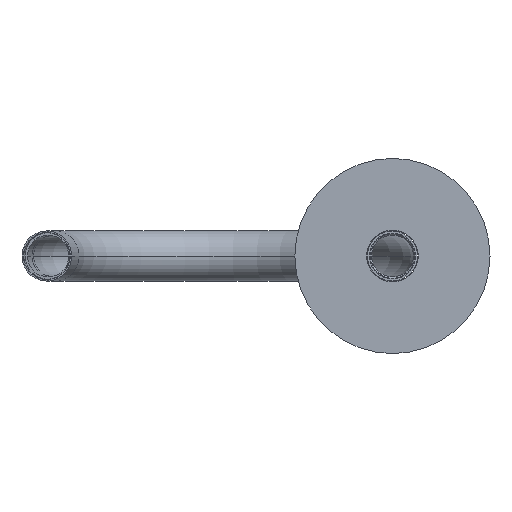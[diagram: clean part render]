
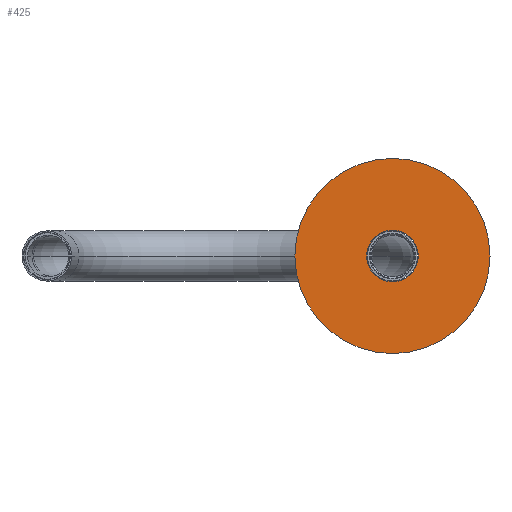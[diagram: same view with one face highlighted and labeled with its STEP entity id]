
A CAD part, front view. The second image highlights one B-rep face of the part: STEP entity #425.
In plain terms, the highlighted face is planar.
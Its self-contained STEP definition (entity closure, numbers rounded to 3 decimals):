
#48 = ORIENTED_EDGE ( 'NONE', *, *, #369, .T. ) ;
#92 = EDGE_CURVE ( 'NONE', #689, #376, #1435, .T. ) ;
#121 = ORIENTED_EDGE ( 'NONE', *, *, #92, .T. ) ;
#128 = CARTESIAN_POINT ( 'NONE',  ( 9.25, 0., 0. ) ) ;
#142 = CARTESIAN_POINT ( 'NONE',  ( 0., 0., 0. ) ) ;
#217 = CARTESIAN_POINT ( 'NONE',  ( -35., 0., 0. ) ) ;
#226 = EDGE_CURVE ( 'NONE', #1392, #505, #922, .T. ) ;
#247 = EDGE_LOOP ( 'NONE', ( #294, #978 ) ) ;
#294 = ORIENTED_EDGE ( 'NONE', *, *, #226, .T. ) ;
#341 = AXIS2_PLACEMENT_3D ( 'NONE', #512, #745, #1360 ) ;
#343 = CARTESIAN_POINT ( 'NONE',  ( 0., 0., 0. ) ) ;
#369 = EDGE_CURVE ( 'NONE', #376, #689, #472, .T. ) ;
#376 = VERTEX_POINT ( 'NONE', #1197 ) ;
#425 = ADVANCED_FACE ( 'NONE', ( #565, #686 ), #1458, .F. ) ;
#438 = CARTESIAN_POINT ( 'NONE',  ( 0., 0., 0. ) ) ;
#461 = DIRECTION ( 'NONE',  ( 0., 0., 1. ) ) ;
#472 = CIRCLE ( 'NONE', #1149, 35. ) ;
#505 = VERTEX_POINT ( 'NONE', #128 ) ;
#512 = CARTESIAN_POINT ( 'NONE',  ( 0., 0., 0. ) ) ;
#565 = FACE_BOUND ( 'NONE', #247, .T. ) ;
#593 = AXIS2_PLACEMENT_3D ( 'NONE', #438, #652, #1004 ) ;
#633 = DIRECTION ( 'NONE',  ( 0., 0., 1. ) ) ;
#652 = DIRECTION ( 'NONE',  ( 0., 0., -1. ) ) ;
#686 = FACE_OUTER_BOUND ( 'NONE', #1527, .T. ) ;
#687 = AXIS2_PLACEMENT_3D ( 'NONE', #142, #633, #1113 ) ;
#689 = VERTEX_POINT ( 'NONE', #217 ) ;
#745 = DIRECTION ( 'NONE',  ( 0., 0., 1. ) ) ;
#810 = CARTESIAN_POINT ( 'NONE',  ( 0., 0., 0. ) ) ;
#922 = CIRCLE ( 'NONE', #1021, 9.25 ) ;
#978 = ORIENTED_EDGE ( 'NONE', *, *, #1317, .T. ) ;
#1004 = DIRECTION ( 'NONE',  ( 1., 0., 0. ) ) ;
#1021 = AXIS2_PLACEMENT_3D ( 'NONE', #810, #461, #1294 ) ;
#1113 = DIRECTION ( 'NONE',  ( 1., 0., 0. ) ) ;
#1128 = DIRECTION ( 'NONE',  ( 0., 0., -1. ) ) ;
#1149 = AXIS2_PLACEMENT_3D ( 'NONE', #343, #1128, #1368 ) ;
#1197 = CARTESIAN_POINT ( 'NONE',  ( 35., 0., 0. ) ) ;
#1290 = CIRCLE ( 'NONE', #687, 9.25 ) ;
#1294 = DIRECTION ( 'NONE',  ( 1., 0., 0. ) ) ;
#1317 = EDGE_CURVE ( 'NONE', #505, #1392, #1290, .T. ) ;
#1360 = DIRECTION ( 'NONE',  ( 1., 0., 0. ) ) ;
#1368 = DIRECTION ( 'NONE',  ( 1., 0., 0. ) ) ;
#1392 = VERTEX_POINT ( 'NONE', #1464 ) ;
#1435 = CIRCLE ( 'NONE', #593, 35. ) ;
#1458 = PLANE ( 'NONE',  #341 ) ;
#1464 = CARTESIAN_POINT ( 'NONE',  ( -9.25, 0., 0. ) ) ;
#1527 = EDGE_LOOP ( 'NONE', ( #48, #121 ) ) ;
